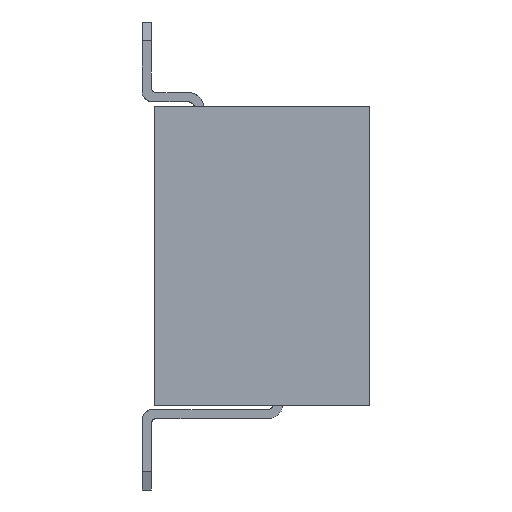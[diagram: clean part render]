
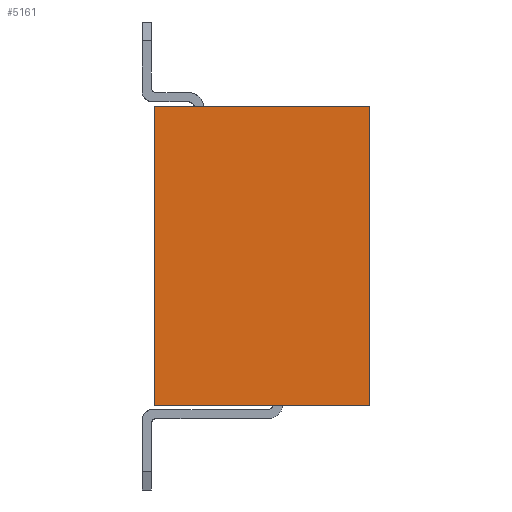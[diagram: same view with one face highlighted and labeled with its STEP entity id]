
A CAD part, front view. The second image highlights one B-rep face of the part: STEP entity #5161.
In plain terms, the highlighted planar face has unit normal (0, -1, 0).
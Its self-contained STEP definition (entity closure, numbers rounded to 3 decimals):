
#355=CARTESIAN_POINT('',(1.,-2.54,-4.8));
#356=VERTEX_POINT('',#355);
#363=CARTESIAN_POINT('',(1.,-2.54,0.));
#364=VERTEX_POINT('',#363);
#365=CARTESIAN_POINT('',(1.,-2.54,-4.8));
#366=DIRECTION('',(0.,0.,1.));
#367=VECTOR('',#366,4.8);
#368=LINE('',#365,#367);
#369=EDGE_CURVE('',#356,#364,#368,.T.);
#1989=CARTESIAN_POINT('',(4.45,-2.54,-4.8));
#1990=VERTEX_POINT('',#1989);
#1997=CARTESIAN_POINT('',(4.45,-2.54,-4.8));
#1998=DIRECTION('',(-1.,0.,0.));
#1999=VECTOR('',#1998,3.45);
#2000=LINE('',#1997,#1999);
#2001=EDGE_CURVE('',#1990,#356,#2000,.T.);
#5012=CARTESIAN_POINT('',(4.45,-2.54,0.));
#5013=VERTEX_POINT('',#5012);
#5014=CARTESIAN_POINT('',(4.45,-2.54,0.));
#5015=DIRECTION('',(0.,0.,-1.));
#5016=VECTOR('',#5015,4.8);
#5017=LINE('',#5014,#5016);
#5018=EDGE_CURVE('',#5013,#1990,#5017,.T.);
#5145=CARTESIAN_POINT('',(2.725,-2.54,-2.4));
#5146=DIRECTION('',(0.,0.,-1.));
#5147=DIRECTION('',(0.,-1.,0.));
#5148=AXIS2_PLACEMENT_3D('',#5145,#5147,#5146);
#5149=PLANE('',#5148);
#5150=CARTESIAN_POINT('',(1.,-2.54,0.));
#5151=DIRECTION('',(1.,0.,0.));
#5152=VECTOR('',#5151,3.45);
#5153=LINE('',#5150,#5152);
#5154=EDGE_CURVE('',#364,#5013,#5153,.T.);
#5155=ORIENTED_EDGE('',*,*,#5154,.F.);
#5156=ORIENTED_EDGE('',*,*,#369,.F.);
#5157=ORIENTED_EDGE('',*,*,#2001,.F.);
#5158=ORIENTED_EDGE('',*,*,#5018,.F.);
#5159=EDGE_LOOP('',(#5155,#5156,#5157,#5158));
#5160=FACE_OUTER_BOUND('',#5159,.T.);
#5161=ADVANCED_FACE('',(#5160),#5149,.T.);
